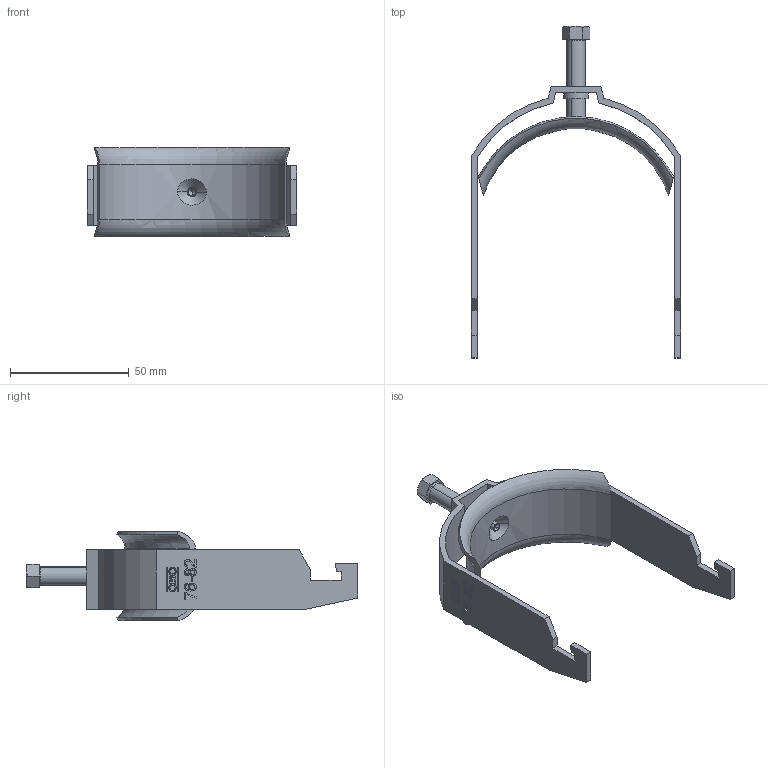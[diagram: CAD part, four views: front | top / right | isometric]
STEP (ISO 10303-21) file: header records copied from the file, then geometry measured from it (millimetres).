
FILE_DESCRIPTION (( 'STEP AP214' ), '1' );
FILE_NAME ('1186582.STEP', '2023-09-01T09:31:18', ( '' ), ( '' ), 'SwSTEP 2.0', 'SolidWorks 2022', '' );
FILE_SCHEMA (( 'AUTOMOTIVE_DESIGN' ));
Length unit declared in the file: millimetre
Products named in the file (4): 157118_1Fach; 142313_Druckschraube - M8 x 33; 1186582; 203552_Standard
Assembly tree (3 placements, depth 2):
  1186582
    157118_1Fach
    142313_Druckschraube - M8 x 33
    203552_Standard
Bounding box: 88 x 139.5 x 37.59 mm (x, y, z)
Volume: 24292.7 mm3; surface area: 24474.7 mm2
Topology: 3 solids, 3 shells, 231 faces, 596 edges, 392 vertices
Faces by surface type: plane 122, bspline 59, cylinder 32, cone 10, torus 8
Entity records: 12192 total; most frequent: CARTESIAN_POINT 6314, ORIENTED_EDGE 1184, DIRECTION 884, EDGE_CURVE 592, VERTEX_POINT 392, VECTOR 336, LINE 336, AXIS2_PLACEMENT_3D 274
